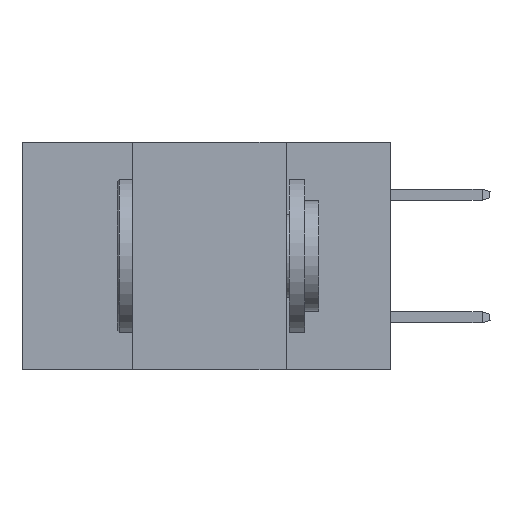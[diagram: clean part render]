
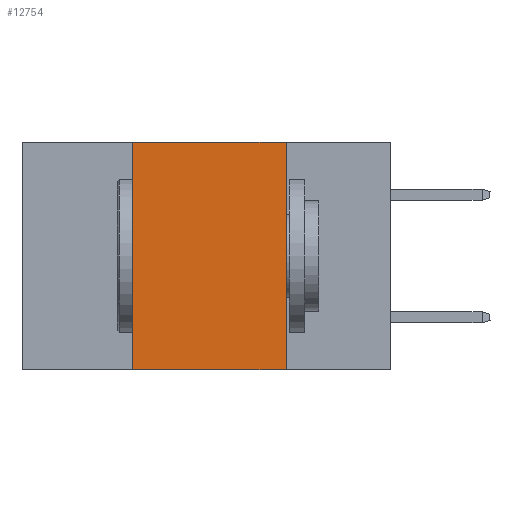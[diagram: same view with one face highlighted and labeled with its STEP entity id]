
A CAD part, left-side view. The second image highlights one B-rep face of the part: STEP entity #12754.
In plain terms, the highlighted planar face has unit normal (-1, 0, 0).
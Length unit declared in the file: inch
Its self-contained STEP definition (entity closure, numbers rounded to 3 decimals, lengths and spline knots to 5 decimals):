
#314 = VERTEX_POINT ( 'NONE', #21555 ) ;
#1269 = ORIENTED_EDGE ( 'NONE', *, *, #27767, .F. ) ;
#2259 = CARTESIAN_POINT ( 'NONE',  ( 0., 0.17, -0.37 ) ) ;
#2818 = VECTOR ( 'NONE', #8722, 39.37008 ) ;
#3467 = DIRECTION ( 'NONE',  ( 1., 0., 0. ) ) ;
#4267 = VECTOR ( 'NONE', #7363, 39.37008 ) ;
#5008 = VERTEX_POINT ( 'NONE', #21304 ) ;
#5019 = EDGE_CURVE ( 'NONE', #314, #25167, #18703, .T. ) ;
#6394 = FACE_OUTER_BOUND ( 'NONE', #24669, .T. ) ;
#7363 = DIRECTION ( 'NONE',  ( 0., -1., 0. ) ) ;
#7448 = VERTEX_POINT ( 'NONE', #30251 ) ;
#8722 = DIRECTION ( 'NONE',  ( 0., -1., 0. ) ) ;
#11806 = CARTESIAN_POINT ( 'NONE',  ( 0., 0.17, 0. ) ) ;
#12754 = ADVANCED_FACE ( 'NONE', ( #6394 ), #27044, .F. ) ;
#13203 = DIRECTION ( 'NONE',  ( 0., 0., -1. ) ) ;
#18703 = LINE ( 'NONE', #11806, #24252 ) ;
#18763 = ORIENTED_EDGE ( 'NONE', *, *, #5019, .F. ) ;
#19220 = CARTESIAN_POINT ( 'NONE',  ( 0., 0.6, -0.37 ) ) ;
#19976 = CARTESIAN_POINT ( 'NONE',  ( 0., 0.6, 0. ) ) ;
#20080 = DIRECTION ( 'NONE',  ( 0., 0., -1. ) ) ;
#20657 = EDGE_CURVE ( 'NONE', #5008, #314, #21808, .T. ) ;
#21304 = CARTESIAN_POINT ( 'NONE',  ( 0., 0.42, 0. ) ) ;
#21537 = EDGE_CURVE ( 'NONE', #7448, #25167, #23229, .T. ) ;
#21555 = CARTESIAN_POINT ( 'NONE',  ( 0., 0.17, 0. ) ) ;
#21808 = LINE ( 'NONE', #27641, #2818 ) ;
#22166 = AXIS2_PLACEMENT_3D ( 'NONE', #19976, #3467, #20080 ) ;
#23229 = LINE ( 'NONE', #19220, #4267 ) ;
#23769 = CARTESIAN_POINT ( 'NONE',  ( 0., 0.42, 0. ) ) ;
#24252 = VECTOR ( 'NONE', #13203, 39.37008 ) ;
#24669 = EDGE_LOOP ( 'NONE', ( #18763, #25749, #1269, #27186 ) ) ;
#25167 = VERTEX_POINT ( 'NONE', #2259 ) ;
#25749 = ORIENTED_EDGE ( 'NONE', *, *, #20657, .F. ) ;
#26093 = DIRECTION ( 'NONE',  ( 0., 0., 1. ) ) ;
#27044 = PLANE ( 'NONE',  #22166 ) ;
#27186 = ORIENTED_EDGE ( 'NONE', *, *, #21537, .T. ) ;
#27641 = CARTESIAN_POINT ( 'NONE',  ( 0., 0.6, 0. ) ) ;
#27767 = EDGE_CURVE ( 'NONE', #7448, #5008, #29276, .T. ) ;
#28570 = VECTOR ( 'NONE', #26093, 39.37008 ) ;
#29276 = LINE ( 'NONE', #23769, #28570 ) ;
#30251 = CARTESIAN_POINT ( 'NONE',  ( 0., 0.42, -0.37 ) ) ;
